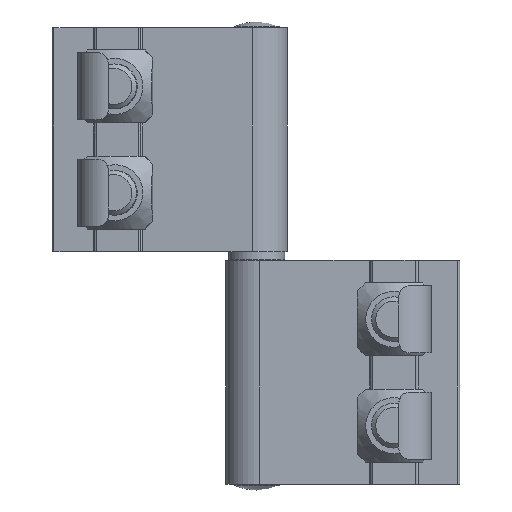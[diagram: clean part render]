
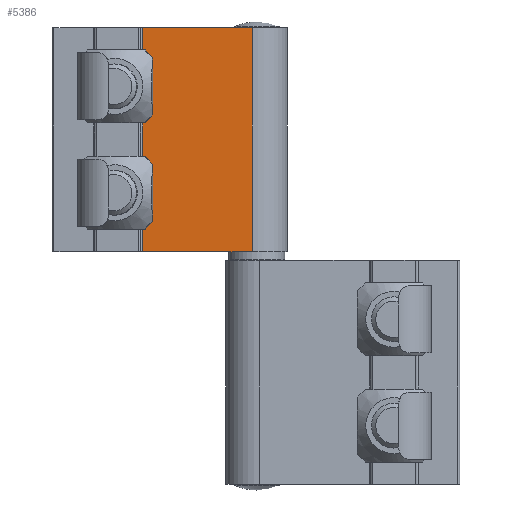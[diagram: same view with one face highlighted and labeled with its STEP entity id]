
A CAD part, front view. The second image highlights one B-rep face of the part: STEP entity #5386.
In plain terms, the highlighted face is planar.
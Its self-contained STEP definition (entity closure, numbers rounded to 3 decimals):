
#164=PLANE('',#5935);
#482=FACE_OUTER_BOUND('',#790,.T.);
#790=EDGE_LOOP('',(#3950,#3951,#3952,#3953));
#1105=LINE('',#8407,#1619);
#1134=LINE('',#8504,#1648);
#1170=LINE('',#8603,#1684);
#1171=LINE('',#8604,#1685);
#1619=VECTOR('',#6499,10.);
#1648=VECTOR('',#6594,10.);
#1684=VECTOR('',#6714,10.);
#1685=VECTOR('',#6715,10.);
#2408=VERTEX_POINT('',#8404);
#2409=VERTEX_POINT('',#8406);
#2424=VERTEX_POINT('',#8460);
#2465=VERTEX_POINT('',#8602);
#2927=EDGE_CURVE('',#2408,#2409,#1105,.T.);
#2977=EDGE_CURVE('',#2424,#2409,#1134,.T.);
#3026=EDGE_CURVE('',#2408,#2465,#1170,.T.);
#3027=EDGE_CURVE('',#2465,#2424,#1171,.T.);
#3950=ORIENTED_EDGE('',*,*,#3026,.T.);
#3951=ORIENTED_EDGE('',*,*,#3027,.T.);
#3952=ORIENTED_EDGE('',*,*,#2977,.T.);
#3953=ORIENTED_EDGE('',*,*,#2927,.F.);
#5386=ADVANCED_FACE('',(#482),#164,.T.);
#5935=AXIS2_PLACEMENT_3D('',#8601,#6712,#6713);
#6499=DIRECTION('',(0.,0.,-1.));
#6594=DIRECTION('',(1.,0.,0.));
#6712=DIRECTION('center_axis',(0.,-1.,0.));
#6713=DIRECTION('ref_axis',(0.,0.,-1.));
#6714=DIRECTION('',(-1.,0.,0.));
#6715=DIRECTION('',(0.,0.,-1.));
#8404=CARTESIAN_POINT('',(-4.4,-1.5,20.));
#8406=CARTESIAN_POINT('',(-4.4,-1.5,-20.));
#8407=CARTESIAN_POINT('',(-4.4,-1.5,0.));
#8460=CARTESIAN_POINT('',(-24.,-1.5,-20.));
#8504=CARTESIAN_POINT('',(-4.4,-1.5,-20.));
#8601=CARTESIAN_POINT('Origin',(-4.4,-1.5,0.));
#8602=CARTESIAN_POINT('',(-24.,-1.5,20.));
#8603=CARTESIAN_POINT('',(-4.4,-1.5,20.));
#8604=CARTESIAN_POINT('',(-24.,-1.5,0.));
